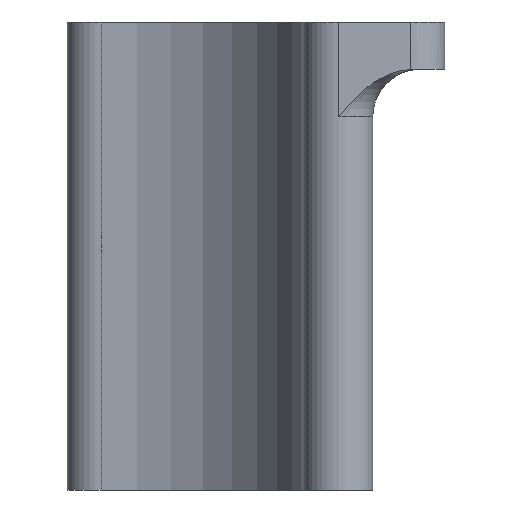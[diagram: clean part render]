
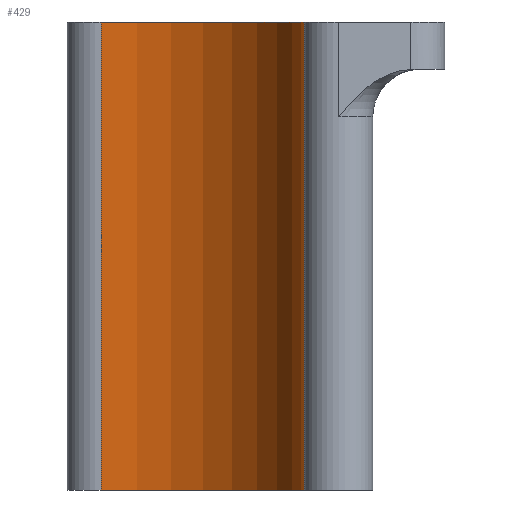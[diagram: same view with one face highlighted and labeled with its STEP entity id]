
A CAD part, front view. The second image highlights one B-rep face of the part: STEP entity #429.
In plain terms, the highlighted cylindrical face has radius 21.4 mm (diameter 42.8 mm), a partial arc.
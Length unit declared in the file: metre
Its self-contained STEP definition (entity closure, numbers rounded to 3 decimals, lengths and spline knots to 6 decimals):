
#52=CIRCLE('',#477,0.0214);
#57=CIRCLE('',#483,0.0214);
#116=ORIENTED_EDGE('',*,*,#214,.T.);
#117=ORIENTED_EDGE('',*,*,#229,.F.);
#118=ORIENTED_EDGE('',*,*,#202,.F.);
#119=ORIENTED_EDGE('',*,*,#224,.F.);
#202=EDGE_CURVE('',#266,#267,#308,.T.);
#214=EDGE_CURVE('',#277,#276,#313,.T.);
#224=EDGE_CURVE('',#277,#266,#52,.T.);
#229=EDGE_CURVE('',#267,#276,#57,.T.);
#266=VERTEX_POINT('',#657);
#267=VERTEX_POINT('',#659);
#276=VERTEX_POINT('',#681);
#277=VERTEX_POINT('',#683);
#308=LINE('',#658,#326);
#313=LINE('',#682,#331);
#326=VECTOR('',#525,1.);
#331=VECTOR('',#548,1.);
#357=EDGE_LOOP('',(#116,#117,#118,#119));
#391=FACE_BOUND('',#357,.T.);
#415=CYLINDRICAL_SURFACE('',#488,0.0214);
#429=ADVANCED_FACE('',(#391),#415,.F.);
#477=AXIS2_PLACEMENT_3D('',#700,#565,#566);
#483=AXIS2_PLACEMENT_3D('',#710,#577,#578);
#488=AXIS2_PLACEMENT_3D('',#717,#587,#588);
#525=DIRECTION('',(0.,0.,-1.));
#548=DIRECTION('',(0.,0.,-1.));
#565=DIRECTION('',(0.,0.,-1.));
#566=DIRECTION('',(-1.,0.,0.));
#577=DIRECTION('',(0.,0.,1.));
#578=DIRECTION('',(1.,0.,0.));
#587=DIRECTION('',(0.,0.,-1.));
#588=DIRECTION('',(-1.,0.,0.));
#657=CARTESIAN_POINT('',(0.0214,0.,0.0843));
#658=CARTESIAN_POINT('',(0.0214,0.,0.084302));
#659=CARTESIAN_POINT('',(0.0214,0.,0.035));
#681=CARTESIAN_POINT('',(0.,0.0214,0.035));
#682=CARTESIAN_POINT('',(0.,0.0214,0.084302));
#683=CARTESIAN_POINT('',(0.,0.0214,0.0843));
#700=CARTESIAN_POINT('',(0.,0.,0.0843));
#710=CARTESIAN_POINT('',(0.,0.,0.035));
#717=CARTESIAN_POINT('',(0.,0.,0.084302));
